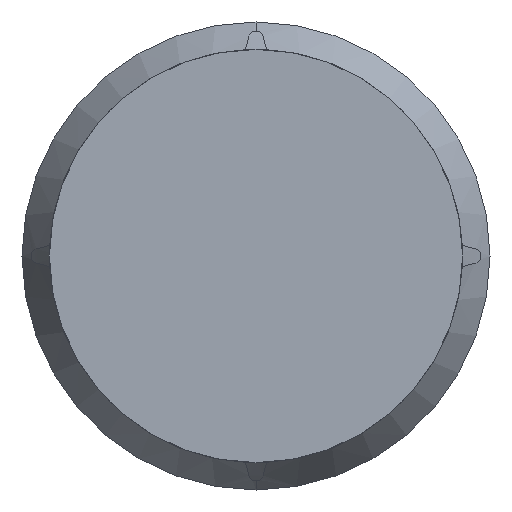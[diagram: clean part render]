
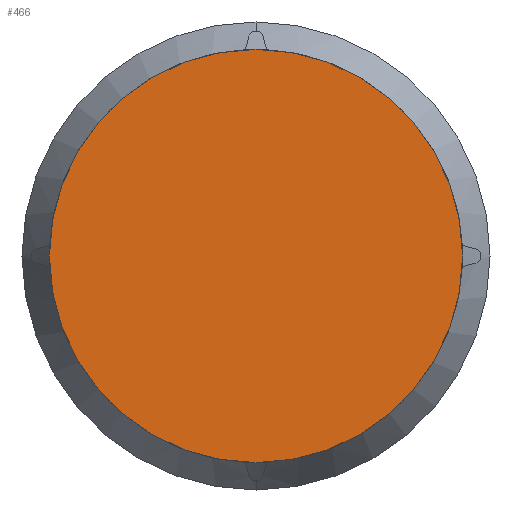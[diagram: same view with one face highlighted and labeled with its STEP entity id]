
A CAD part, front view. The second image highlights one B-rep face of the part: STEP entity #466.
In plain terms, the highlighted planar face has unit normal (0, -1, 0).
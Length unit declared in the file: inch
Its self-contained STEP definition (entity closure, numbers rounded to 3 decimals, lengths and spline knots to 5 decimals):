
#36=CARTESIAN_POINT('',(0.,0.,0.));
#37=DIRECTION('',(0.,-1.,0.));
#38=DIRECTION('',(0.,0.,-1.));
#39=AXIS2_PLACEMENT_3D('',#36,#37,#38);
#247=CARTESIAN_POINT('',(0.,0.,0.));
#248=DIRECTION('',(0.,1.,0.));
#249=DIRECTION('',(0.,0.,-1.));
#250=AXIS2_PLACEMENT_3D('',#247,#248,#249);
#393=CARTESIAN_POINT('',(0.,0.,-0.0565));
#394=CARTESIAN_POINT('',(0.,0.,0.0565));
#395=VERTEX_POINT('',#393);
#396=VERTEX_POINT('',#394);
#455=CARTESIAN_POINT('',(0.,0.,0.));
#456=DIRECTION('',(0.,1.,0.));
#457=DIRECTION('',(0.,0.,-1.));
#458=AXIS2_PLACEMENT_3D('',#455,#456,#457);
#459=PLANE('',#458);
#461=ORIENTED_EDGE('',*,*,#460,.F.);
#463=ORIENTED_EDGE('',*,*,#462,.T.);
#464=EDGE_LOOP('',(#461,#463));
#465=FACE_OUTER_BOUND('',#464,.F.);
#466=ADVANCED_FACE('',(#465),#459,.F.);
#40=CIRCLE('',#39,0.0565);
#251=CIRCLE('',#250,0.0565);
#460=EDGE_CURVE('',#395,#396,#40,.T.);
#462=EDGE_CURVE('',#395,#396,#251,.T.);
